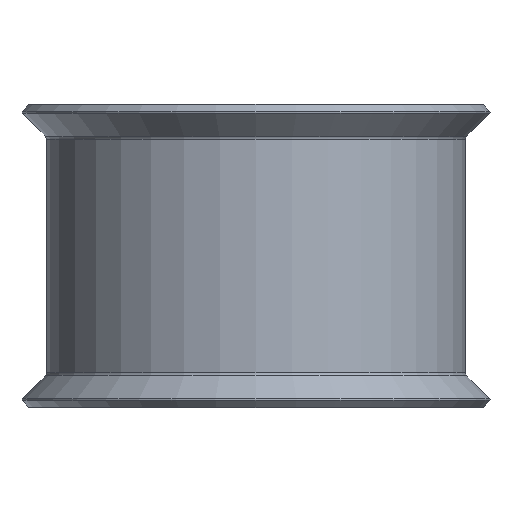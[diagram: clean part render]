
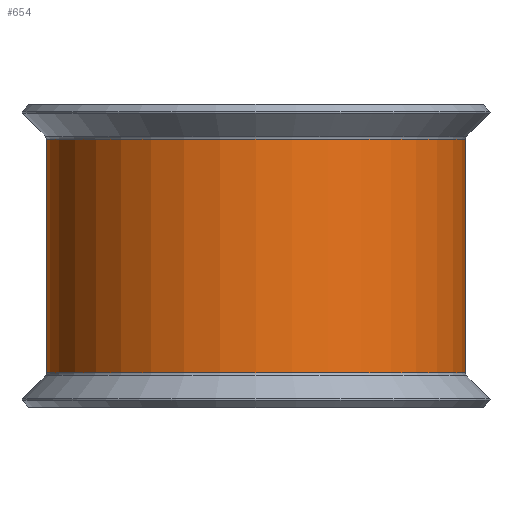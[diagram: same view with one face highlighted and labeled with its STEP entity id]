
A CAD part, front view. The second image highlights one B-rep face of the part: STEP entity #654.
In plain terms, the highlighted cylindrical face has radius 10.947 mm (diameter 21.895 mm), a partial arc.
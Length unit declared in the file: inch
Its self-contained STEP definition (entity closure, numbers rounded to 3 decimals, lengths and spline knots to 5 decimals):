
#6 = DIRECTION ( 'NONE',  ( 0., 0., -1. ) ) ;
#99 = CYLINDRICAL_SURFACE ( 'NONE', #1058, 0.431 ) ;
#171 = LINE ( 'NONE', #1550, #2587 ) ;
#296 = ORIENTED_EDGE ( 'NONE', *, *, #2560, .F. ) ;
#427 = CARTESIAN_POINT ( 'NONE',  ( -0.025, -0.875, 0.23972 ) ) ;
#489 = CIRCLE ( 'NONE', #1945, 0.431 ) ;
#564 = DIRECTION ( 'NONE',  ( 0., 0., -1. ) ) ;
#654 = ADVANCED_FACE ( 'NONE', ( #1379 ), #99, .T. ) ;
#934 = CARTESIAN_POINT ( 'NONE',  ( 0.406, -0.444, 0.3125 ) ) ;
#987 = CARTESIAN_POINT ( 'NONE',  ( 0.406, -0.444, -0.23972 ) ) ;
#1027 = EDGE_CURVE ( 'NONE', #1738, #1129, #2625, .T. ) ;
#1058 = AXIS2_PLACEMENT_3D ( 'NONE', #1676, #6, #1688 ) ;
#1129 = VERTEX_POINT ( 'NONE', #987 ) ;
#1165 = CIRCLE ( 'NONE', #2148, 0.431 ) ;
#1182 = CARTESIAN_POINT ( 'NONE',  ( -0.025, -0.875, -0.23972 ) ) ;
#1379 = FACE_OUTER_BOUND ( 'NONE', #1663, .T. ) ;
#1381 = DIRECTION ( 'NONE',  ( 0., 0., -1. ) ) ;
#1550 = CARTESIAN_POINT ( 'NONE',  ( -0.025, -0.875, 0.3125 ) ) ;
#1663 = EDGE_LOOP ( 'NONE', ( #1691, #296, #3100, #2379 ) ) ;
#1676 = CARTESIAN_POINT ( 'NONE',  ( 0.406, -0.875, 0.3125 ) ) ;
#1688 = DIRECTION ( 'NONE',  ( -1., 0., 0. ) ) ;
#1691 = ORIENTED_EDGE ( 'NONE', *, *, #1858, .T. ) ;
#1738 = VERTEX_POINT ( 'NONE', #1933 ) ;
#1858 = EDGE_CURVE ( 'NONE', #2951, #3062, #171, .T. ) ;
#1933 = CARTESIAN_POINT ( 'NONE',  ( 0.406, -0.444, 0.23972 ) ) ;
#1945 = AXIS2_PLACEMENT_3D ( 'NONE', #2020, #564, #2258 ) ;
#1988 = VECTOR ( 'NONE', #3106, 39.37008 ) ;
#2020 = CARTESIAN_POINT ( 'NONE',  ( 0.406, -0.875, -0.23972 ) ) ;
#2148 = AXIS2_PLACEMENT_3D ( 'NONE', #2822, #1381, #3071 ) ;
#2258 = DIRECTION ( 'NONE',  ( -1., 0., 0. ) ) ;
#2379 = ORIENTED_EDGE ( 'NONE', *, *, #2818, .T. ) ;
#2560 = EDGE_CURVE ( 'NONE', #1129, #3062, #489, .T. ) ;
#2587 = VECTOR ( 'NONE', #2992, 39.37008 ) ;
#2625 = LINE ( 'NONE', #934, #1988 ) ;
#2818 = EDGE_CURVE ( 'NONE', #1738, #2951, #1165, .T. ) ;
#2822 = CARTESIAN_POINT ( 'NONE',  ( 0.406, -0.875, 0.23972 ) ) ;
#2951 = VERTEX_POINT ( 'NONE', #427 ) ;
#2992 = DIRECTION ( 'NONE',  ( 0., 0., -1. ) ) ;
#3062 = VERTEX_POINT ( 'NONE', #1182 ) ;
#3071 = DIRECTION ( 'NONE',  ( -1., 0., 0. ) ) ;
#3100 = ORIENTED_EDGE ( 'NONE', *, *, #1027, .F. ) ;
#3106 = DIRECTION ( 'NONE',  ( 0., 0., -1. ) ) ;
